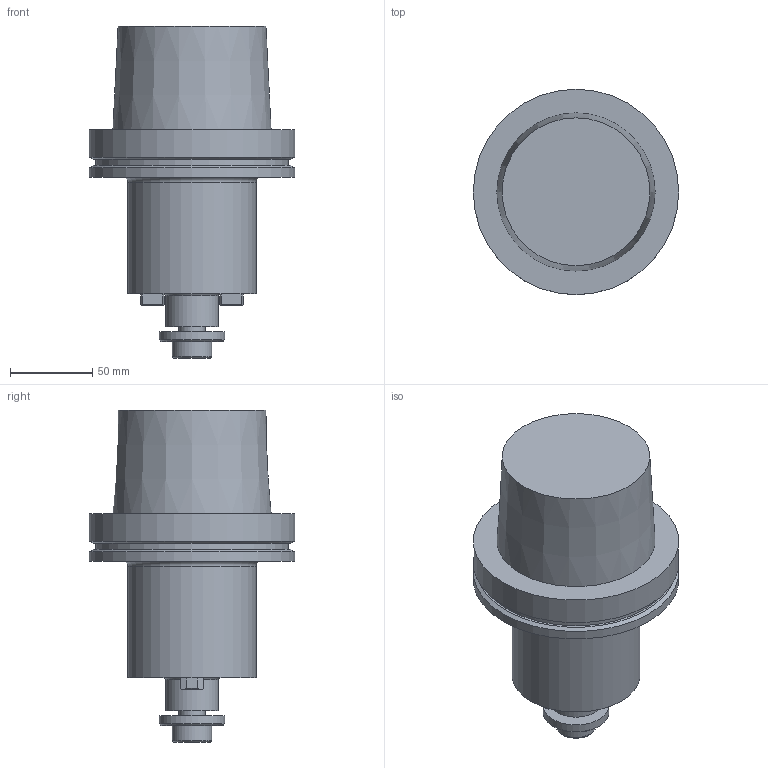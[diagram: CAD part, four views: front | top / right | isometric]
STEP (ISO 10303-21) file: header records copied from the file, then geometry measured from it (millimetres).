
FILE_DESCRIPTION(/* description */ (''),/* implementation_level */ '2;1');
FILE_NAME(/* name */ 'TOOLCOMP_1.STP',/* time_stamp */ '2022-11-10T12:21:27+01:00',/* author */ (''),/* organization */ ('SMS'),/* preprocessor_version */ 'ST-DEVELOPER v16.7',/* originating_system */ 'SIEMENS PLM Software NX 12.0',/* authorisation */ '');
FILE_SCHEMA (('AUTOMOTIVE_DESIGN { 1 0 10303 214 3 1 1 1 }'));
Length unit declared in the file: millimetre
Products named in the file (2): NOCUT_COMP20221110121948; TOOLCOMP_1
Assembly tree (1 placements, depth 2):
  TOOLCOMP_1
    NOCUT_COMP20221110121948
Bounding box: 125 x 125 x 202 mm (x, y, z)
Volume: 2294728.5 mm3; surface area: 161618 mm2
Topology: 2 solids, 6 shells, 246 faces, 534 edges, 327 vertices
Faces by surface type: plane 160, cone 38, cylinder 34, torus 14
Full cylindrical faces by diameter (mm): 6 x4, 6.5 x4, 10 x4, 10.4 x4, 16 x2, 17 x2, 24 x2, 32 x2, 40 x2, 78 x2, 117 x2, 125 x4
Entity records: 6235 total; most frequent: CARTESIAN_POINT 1100, DIRECTION 1078, ORIENTED_EDGE 896, EDGE_CURVE 448, AXIS2_PLACEMENT_3D 405, EDGE_LOOP 340, VERTEX_POINT 304, LINE 268
